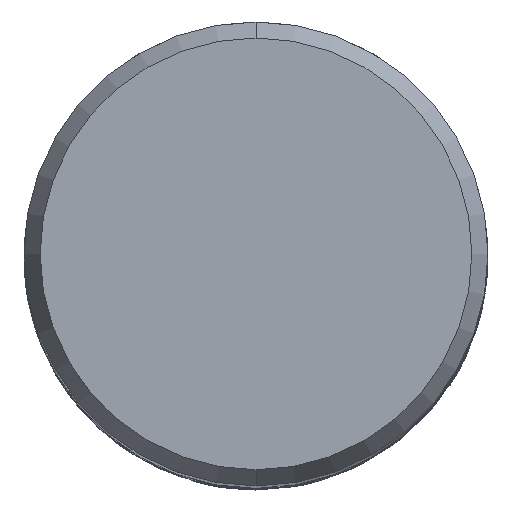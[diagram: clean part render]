
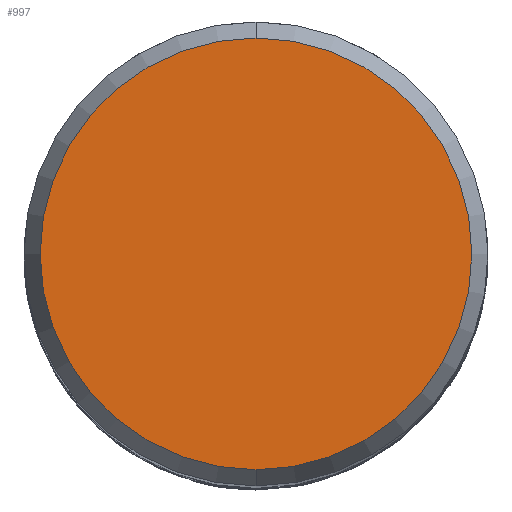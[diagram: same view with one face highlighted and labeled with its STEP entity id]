
A CAD part, top view. The second image highlights one B-rep face of the part: STEP entity #997.
In plain terms, the highlighted planar face has unit normal (0, 0, 1).
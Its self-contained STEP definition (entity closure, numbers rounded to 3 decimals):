
#843=EDGE_CURVE('',#1645,#1189,#2266,.T.);
#997=ADVANCED_FACE('',(#2434),#2435,.T.);
#1189=VERTEX_POINT('',#2647);
#1645=VERTEX_POINT('',#3141);
#2037=EDGE_CURVE('',#1189,#1645,#3574,.T.);
#2266=CIRCLE('',#5224,9.307);
#2434=FACE_OUTER_BOUND('',#6800,.T.);
#2435=PLANE('',#6801);
#2647=CARTESIAN_POINT('',(0.,-9.307,0.0));
#3141=CARTESIAN_POINT('',(0.0,9.307,0.0));
#3574=CIRCLE('',#23027,9.307);
#5224=AXIS2_PLACEMENT_3D('',#24562,#24563,#24564);
#6800=EDGE_LOOP('',(#24742,#24743));
#6801=AXIS2_PLACEMENT_3D('',#24744,#24745,#24746);
#23027=AXIS2_PLACEMENT_3D('',#25866,#25867,#25868);
#24562=CARTESIAN_POINT('',(0.0,0.0,0.0));
#24563=DIRECTION('',(0.0,0.0,-1.0));
#24564=DIRECTION('',(0.0,1.0,0.0));
#24742=ORIENTED_EDGE('',*,*,#843,.F.);
#24743=ORIENTED_EDGE('',*,*,#2037,.F.);
#24744=CARTESIAN_POINT('',(0.0,4.654,0.0));
#24745=DIRECTION('',(-0.0,0.0,1.0));
#24746=DIRECTION('',(0.0,-1.0,0.0));
#25866=CARTESIAN_POINT('',(0.0,0.0,0.0));
#25867=DIRECTION('',(0.0,0.0,-1.0));
#25868=DIRECTION('',(0.0,1.0,0.0));
